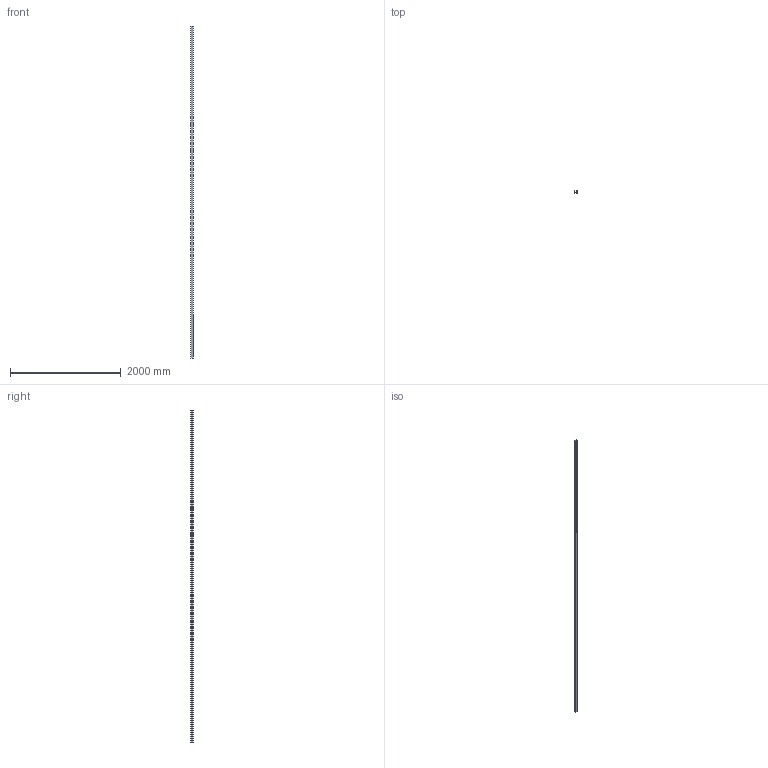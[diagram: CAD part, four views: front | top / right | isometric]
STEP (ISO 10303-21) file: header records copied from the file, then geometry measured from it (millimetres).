
FILE_DESCRIPTION (( 'STEP AP203' ), '1' );
FILE_NAME ('50-40-6-ST.step', '2021-12-22T10:27:17', ( '' ), ( '' ), 'SwSTEP 2.0', 'SolidWorks 2018', '' );
FILE_SCHEMA (( 'CONFIG_CONTROL_DESIGN' ));
Length unit declared in the file: millimetre
Products named in the file (2): 50-40-6-ST
Bounding box: 50 x 40 x 6000 mm (x, y, z)
Volume: 2931291.8 mm3; surface area: 1955177.2 mm2
Topology: 1 solids, 1 shells, 239 faces, 636 edges, 424 vertices
Faces by surface type: plane 133, bspline 98, cylinder 8
Entity records: 12801 total; most frequent: CARTESIAN_POINT 7343, ORIENTED_EDGE 1272, DIRECTION 742, EDGE_CURVE 636, VERTEX_POINT 424, VECTOR 424, LINE 424, EDGE_LOOP 266
